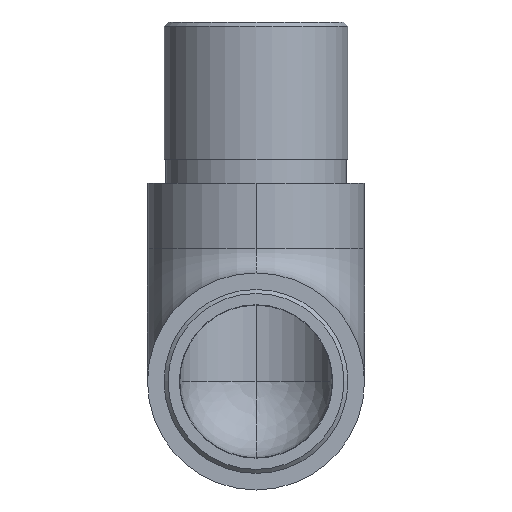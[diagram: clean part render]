
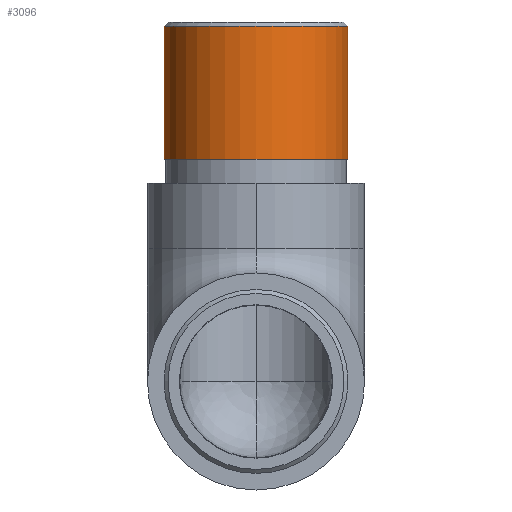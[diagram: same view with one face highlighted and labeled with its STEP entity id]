
A CAD part, front view. The second image highlights one B-rep face of the part: STEP entity #3096.
In plain terms, the highlighted cylindrical face has radius 11.4 mm (diameter 22.8 mm), a full revolution.
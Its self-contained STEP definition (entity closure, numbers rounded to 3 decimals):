
#71 = AXIS2_PLACEMENT_3D ( 'NONE', #7825, #1427, #11027 ) ;
#521 = AXIS2_PLACEMENT_3D ( 'NONE', #3511, #1466, #6777 ) ;
#761 = ORIENTED_EDGE ( 'NONE', *, *, #11422, .T. ) ;
#844 = CARTESIAN_POINT ( 'NONE',  ( 11.4, 24.55, 27.55 ) ) ;
#1427 = DIRECTION ( 'NONE',  ( 0., 0., -1. ) ) ;
#1466 = DIRECTION ( 'NONE',  ( 0., 0., 1. ) ) ;
#2875 = CYLINDRICAL_SURFACE ( 'NONE', #12159, 11.4 ) ;
#3096 = ADVANCED_FACE ( 'NONE', ( #8697, #7080 ), #2875, .T. ) ;
#3511 = CARTESIAN_POINT ( 'NONE',  ( 0., 24.55, 27.55 ) ) ;
#5748 = CIRCLE ( 'NONE', #521, 11.4 ) ;
#5753 = ORIENTED_EDGE ( 'NONE', *, *, #10934, .T. ) ;
#5901 = VERTEX_POINT ( 'NONE', #10344 ) ;
#6679 = DIRECTION ( 'NONE',  ( 0., 0., -1. ) ) ;
#6777 = DIRECTION ( 'NONE',  ( 1., 0., 0. ) ) ;
#6955 = EDGE_LOOP ( 'NONE', ( #5753 ) ) ;
#7080 = FACE_OUTER_BOUND ( 'NONE', #11909, .T. ) ;
#7417 = VERTEX_POINT ( 'NONE', #844 ) ;
#7655 = DIRECTION ( 'NONE',  ( -1., 0., 0. ) ) ;
#7825 = CARTESIAN_POINT ( 'NONE',  ( 0., 24.55, 44.05 ) ) ;
#8697 = FACE_OUTER_BOUND ( 'NONE', #6955, .T. ) ;
#9846 = CARTESIAN_POINT ( 'NONE',  ( 0., 24.55, 44.55 ) ) ;
#10344 = CARTESIAN_POINT ( 'NONE',  ( 11.4, 24.55, 44.05 ) ) ;
#10934 = EDGE_CURVE ( 'NONE', #5901, #5901, #13281, .T. ) ;
#11027 = DIRECTION ( 'NONE',  ( 1., 0., 0. ) ) ;
#11422 = EDGE_CURVE ( 'NONE', #7417, #7417, #5748, .T. ) ;
#11909 = EDGE_LOOP ( 'NONE', ( #761 ) ) ;
#12159 = AXIS2_PLACEMENT_3D ( 'NONE', #9846, #6679, #7655 ) ;
#13281 = CIRCLE ( 'NONE', #71, 11.4 ) ;
